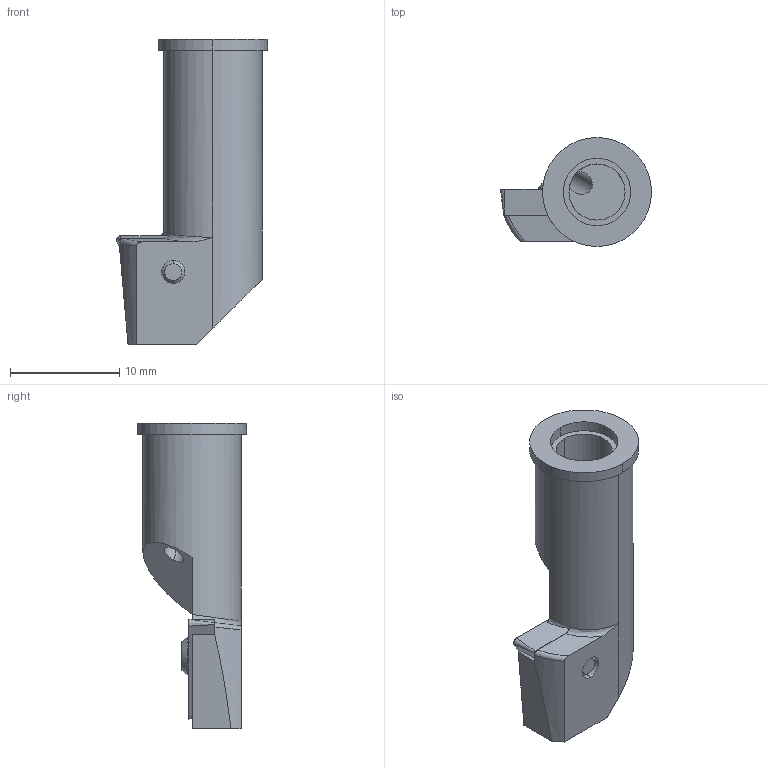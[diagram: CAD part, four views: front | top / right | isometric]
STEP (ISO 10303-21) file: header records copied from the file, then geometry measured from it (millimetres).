
FILE_DESCRIPTION(('no description'),'unknown implementation level');
FILE_NAME('15C4F555-3E74-436A-811C-11D7F3118050_export.stp',' ',('CIMSOURCE GmbH'),('CADClick - KiM GmbH - www.kimweb.de'),'unknown preprocess','ACIS','unknown authorization');
FILE_SCHEMA(('automotive_design'));
Length unit declared in the file: millimetre
Products named in the file (3): 615.402 Kaiser WPH E18 TC11R|655.383 Kaiser TCGT 110204 K10C;Kombinieren1; 615.402 Kaiser WPH E18 TC11R|694.120 Kaiser ETL M2.5x5.2 T7 IP 10S;Kreismuster1; 615.402 Kaiser WPH E18 TC11R|615.402 Kaiser ENH6;Fillet1
Bounding box: 13.85 x 10 x 28 mm (x, y, z)
Volume: 1260.5 mm3; surface area: 1399 mm2
Topology: 3 solids, 3 shells, 95 faces, 237 edges, 151 vertices
Faces by surface type: cylinder 39, plane 31, cone 17, torus 6, bspline 2
Entity records: 6974 total; most frequent: CARTESIAN_POINT 1837, DIRECTION 538, STYLED_ITEM 486, PRESENTATION_STYLE_ASSIGNMENT 486, COLOUR_RGB 486, ORIENTED_EDGE 474, EDGE_CURVE 237, CURVE_STYLE 237
